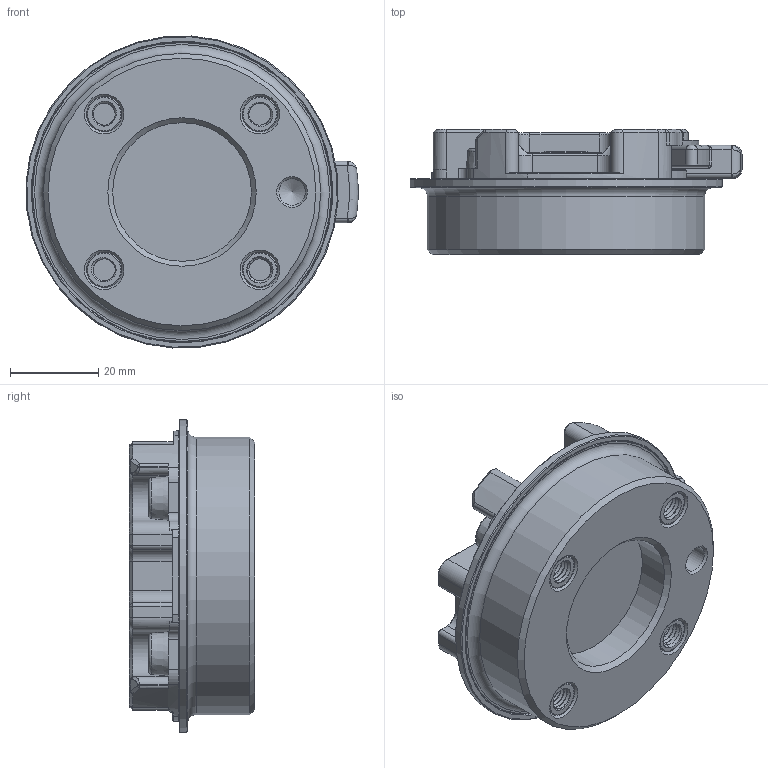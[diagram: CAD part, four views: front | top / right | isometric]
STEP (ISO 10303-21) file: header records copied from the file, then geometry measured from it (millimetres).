
FILE_DESCRIPTION (( 'STEP AP214' ), '1' );
FILE_NAME ('eQC Tool Side.STEP', '2019-08-06T07:06:35', ( '' ), ( '' ), 'SwSTEP 2.0', 'SolidWorks 2019', '' );
FILE_SCHEMA (( 'AUTOMOTIVE_DESIGN' ));
Length unit declared in the file: millimetre
Products named in the file (9): 101014; eQC Tool Side; 100060; 102785; 101386; 102494; 100720; 101970; 102784
Assembly tree (10 placements, depth 2):
  eQC Tool Side
    102785
    102784
    101014  x4
    101970
    100060
    102494
    101386
  100720
Bounding box: 75.4 x 28.4 x 70.87 mm (x, y, z)
Volume: 50436 mm3; surface area: 36781.9 mm2
Topology: 14 solids, 14 shells, 932 faces, 2262 edges, 1371 vertices
Faces by surface type: cylinder 358, plane 277, cone 177, torus 66, bspline 54
Full cylindrical faces by diameter (mm): 2.05 x4, 2.5 x2, 2.55 x4, 3 x1, 5 x4, 6 x5, 6.2 x4, 8 x8, 31.5 x1, 59 x1, 63 x1, 67.9 x1, 68.1 x1, 71 x1
Entity records: 31423 total; most frequent: CARTESIAN_POINT 10861, DIRECTION 4272, ORIENTED_EDGE 3982, EDGE_CURVE 1991, AXIS2_PLACEMENT_3D 1677, VERTEX_POINT 1244, EDGE_LOOP 993, LINE 918
